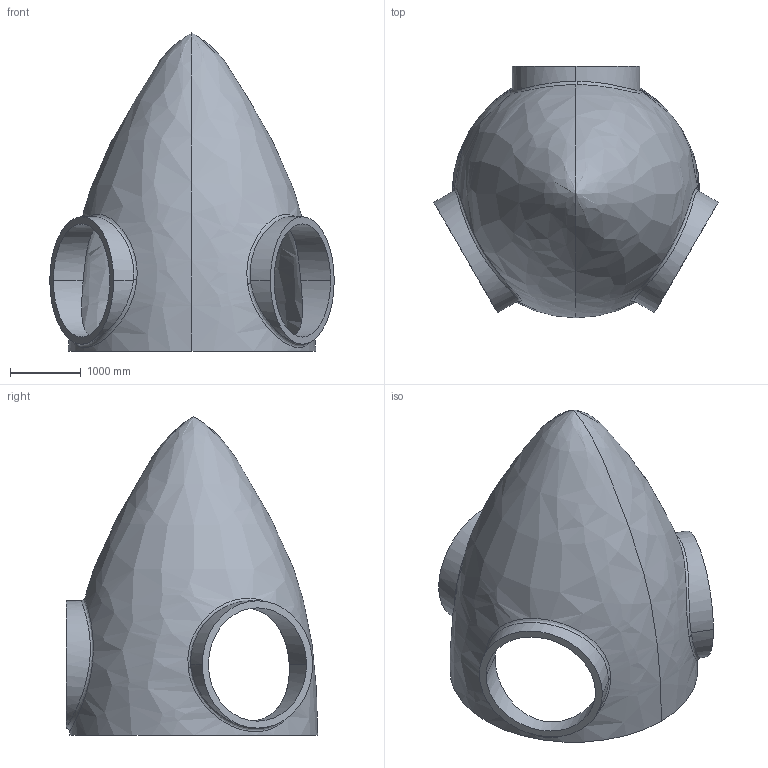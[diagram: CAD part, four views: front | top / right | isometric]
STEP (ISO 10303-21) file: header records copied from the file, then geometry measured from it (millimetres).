
FILE_DESCRIPTION (( 'STEP AP214' ), '1' );
FILE_NAME ('WT hub.STEP', '2021-11-23T05:37:06', ( '' ), ( '' ), 'SwSTEP 2.0', 'SolidWorks 2019', '' );
FILE_SCHEMA (( 'AUTOMOTIVE_DESIGN' ));
Length unit declared in the file: metre
Products named in the file (1): WT hub
Bounding box: 4017.69 x 3550 x 4500 mm (x, y, z)
Volume: 5006241691.2 mm3; surface area: 69437190.9 mm2
Topology: 1 solids, 1 shells, 26 faces, 70 edges, 44 vertices
Faces by surface type: cylinder 12, bspline 10, plane 4
Entity records: 5154 total; most frequent: CARTESIAN_POINT 4557, ORIENTED_EDGE 132, DIRECTION 90, EDGE_CURVE 66, VERTEX_POINT 44, AXIS2_PLACEMENT_3D 39, EDGE_LOOP 34, B_SPLINE_CURVE_WITH_KNOTS 32
